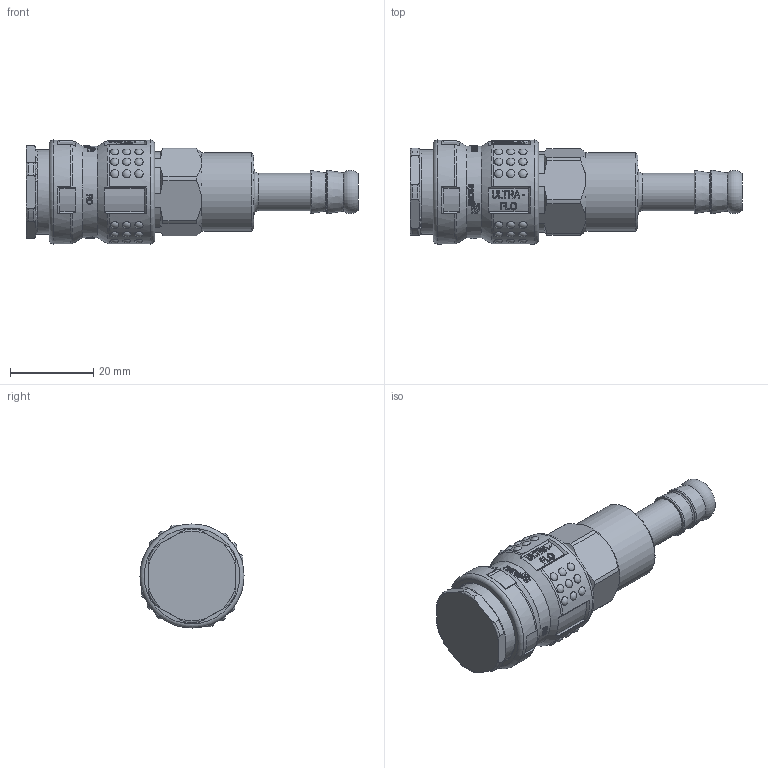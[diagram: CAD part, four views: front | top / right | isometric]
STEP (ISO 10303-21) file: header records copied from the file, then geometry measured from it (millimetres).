
FILE_DESCRIPTION((''),'2;1');
FILE_NAME('1625katf09spn.stp','2013-01-08T15:02:59',('AS035480'),(''),'Autodesk Inventor 2011','Autodesk Inventor 2011','');
FILE_SCHEMA(('AUTOMOTIVE_DESIGN { 1 0 10303 214 1 1 1 1 }'));
Length unit declared in the file: millimetre
Products named in the file (1): D105562
Bounding box: 79.79 x 25 x 25 mm (x, y, z)
Volume: 20712 mm3; surface area: 11903 mm2
Topology: 2 solids, 13 shells, 976 faces, 2485 edges, 1657 vertices
Faces by surface type: plane 355, bspline 338, cylinder 154, cone 53, torus 40, sphere 36
Full cylindrical faces by diameter (mm): 9.1 x1, 14 x1, 14.45 x1, 14.5 x1, 15.7 x1, 16.153 x1, 17 x1, 17.2 x1, 17.6 x1, 17.9 x1, 18.8 x1, 19.6 x1, 20.3 x1, 20.7 x1, 22 x1, 25 x2
Entity records: 106662 total; most frequent: CARTESIAN_POINT 85250, ORIENTED_EDGE 4812, DIRECTION 2956, EDGE_CURVE 2406, VERTEX_POINT 1633, EDGE_LOOP 1161, B_SPLINE_CURVE_WITH_KNOTS 1085, AXIS2_PLACEMENT_3D 1014
